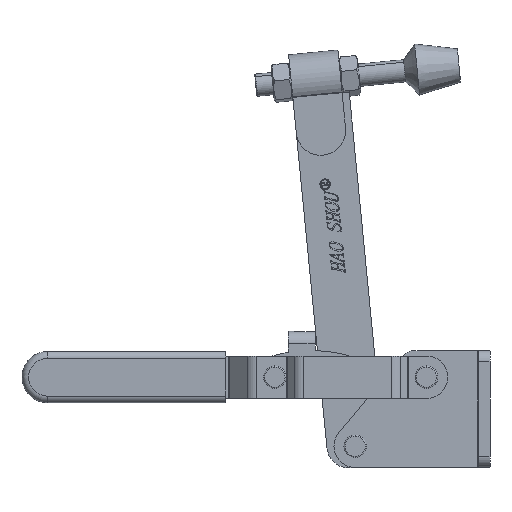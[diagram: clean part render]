
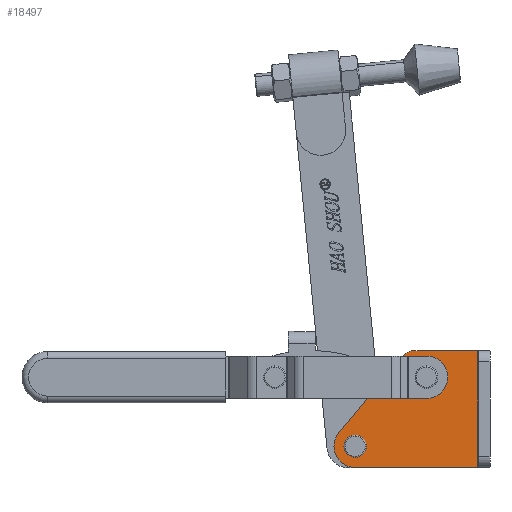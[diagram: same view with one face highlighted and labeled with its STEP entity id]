
A CAD part, left-side view. The second image highlights one B-rep face of the part: STEP entity #18497.
In plain terms, the highlighted planar face has unit normal (-1, 0, 0).
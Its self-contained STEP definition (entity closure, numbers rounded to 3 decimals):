
#3897 = FACE_BOUND ( 'NONE', #23034, .T. ) ;
#3899 = FACE_OUTER_BOUND ( 'NONE', #23026, .T. ) ;
#3903 = FACE_BOUND ( 'NONE', #22987, .T. ) ;
#6415 = CARTESIAN_POINT ( 'NONE',  ( 0., 55.5, 9.5 ) ) ;
#6416 = DIRECTION ( 'NONE',  ( -1., 0., 0. ) ) ;
#6417 = DIRECTION ( 'NONE',  ( 0., 1., 0. ) ) ;
#6543 = CARTESIAN_POINT ( 'NONE',  ( 0., 23.5, 40.5 ) ) ;
#6544 = DIRECTION ( 'NONE',  ( 1., 0., 0. ) ) ;
#6545 = DIRECTION ( 'NONE',  ( 0., 1., 0. ) ) ;
#6591 = CARTESIAN_POINT ( 'NONE',  ( 0., 55.5, 9.5 ) ) ;
#6592 = DIRECTION ( 'NONE',  ( 1., 0., 0. ) ) ;
#6593 = DIRECTION ( 'NONE',  ( 0., 1., 0. ) ) ;
#6739 = CARTESIAN_POINT ( 'NONE',  ( 0., 90., 0. ) ) ;
#6745 = DIRECTION ( 'NONE',  ( 0., -1., 0. ) ) ;
#6749 = CARTESIAN_POINT ( 'NONE',  ( 0., 44.524, 37.36 ) ) ;
#6750 = DIRECTION ( 'NONE',  ( 0., 0.643, -0.766 ) ) ;
#6756 = CARTESIAN_POINT ( 'NONE',  ( 0., 55.5, 9.5 ) ) ;
#6757 = DIRECTION ( 'NONE',  ( -1., 0., 0. ) ) ;
#6758 = DIRECTION ( 'NONE',  ( 0., 1., 0. ) ) ;
#6761 = CARTESIAN_POINT ( 'NONE',  ( 0., 29.572, 47.4 ) ) ;
#6762 = DIRECTION ( 'NONE',  ( -1., 0., 0. ) ) ;
#6763 = DIRECTION ( 'NONE',  ( 0., 1., 0. ) ) ;
#6764 = CARTESIAN_POINT ( 'NONE',  ( 0., 90., 52.4 ) ) ;
#6765 = DIRECTION ( 'NONE',  ( 0., -1., 0. ) ) ;
#6766 = CARTESIAN_POINT ( 'NONE',  ( 0., 0.5, 52.4 ) ) ;
#6767 = DIRECTION ( 'NONE',  ( 0., 0., -1. ) ) ;
#6773 = CARTESIAN_POINT ( 'NONE',  ( 0., 23.5, 40.5 ) ) ;
#6774 = DIRECTION ( 'NONE',  ( 1., 0., 0. ) ) ;
#6775 = DIRECTION ( 'NONE',  ( 0., 1., 0. ) ) ;
#6776 = CARTESIAN_POINT ( 'NONE',  ( 0., 55.5, 9.5 ) ) ;
#6777 = DIRECTION ( 'NONE',  ( 1., 0., 0. ) ) ;
#6778 = DIRECTION ( 'NONE',  ( 0., 1., 0. ) ) ;
#7562 = EDGE_CURVE ( 'NONE', #23160, #23104, #21062, .T. ) ;
#7615 = EDGE_CURVE ( 'NONE', #23165, #23163, #21149, .T. ) ;
#7632 = EDGE_CURVE ( 'NONE', #23155, #23154, #21169, .T. ) ;
#7700 = EDGE_CURVE ( 'NONE', #23104, #23161, #21281, .T. ) ;
#7701 = EDGE_CURVE ( 'NONE', #23140, #23160, #21282, .T. ) ;
#7702 = EDGE_CURVE ( 'NONE', #23095, #23140, #21284, .T. ) ;
#7703 = EDGE_CURVE ( 'NONE', #23119, #23095, #21285, .T. ) ;
#7705 = EDGE_CURVE ( 'NONE', #23119, #23159, #21288, .T. ) ;
#7706 = EDGE_CURVE ( 'NONE', #23159, #23161, #21290, .T. ) ;
#7709 = EDGE_CURVE ( 'NONE', #23163, #23165, #21295, .T. ) ;
#7710 = EDGE_CURVE ( 'NONE', #23154, #23155, #21297, .T. ) ;
#10153 = DIRECTION ( 'NONE',  ( 1., 0., 0. ) ) ;
#10155 = CARTESIAN_POINT ( 'NONE',  ( 0., 90., 52.4 ) ) ;
#10157 = PLANE ( 'NONE',  #17038 ) ;
#10159 = DIRECTION ( 'NONE',  ( 0., 1., 0. ) ) ;
#15811 = CARTESIAN_POINT ( 'NONE',  ( 0., 33.403, 50.614 ) ) ;
#15820 = CARTESIAN_POINT ( 'NONE',  ( 0., 55.5, 0. ) ) ;
#15835 = CARTESIAN_POINT ( 'NONE',  ( 0., 29.572, 52.4 ) ) ;
#15855 = CARTESIAN_POINT ( 'NONE',  ( 0., 62.777, 15.606 ) ) ;
#15868 = CARTESIAN_POINT ( 'NONE',  ( 0., 58.7, 9.5 ) ) ;
#15869 = CARTESIAN_POINT ( 'NONE',  ( 0., 52.3, 9.5 ) ) ;
#15873 = CARTESIAN_POINT ( 'NONE',  ( 0., 0.5, 52.4 ) ) ;
#15874 = CARTESIAN_POINT ( 'NONE',  ( 0., 65., 9.5 ) ) ;
#15875 = CARTESIAN_POINT ( 'NONE',  ( 0., 0.5, 0. ) ) ;
#15877 = CARTESIAN_POINT ( 'NONE',  ( 0., 26.7, 40.5 ) ) ;
#15879 = CARTESIAN_POINT ( 'NONE',  ( 0., 20.3, 40.5 ) ) ;
#17038 = AXIS2_PLACEMENT_3D ( 'NONE', #10155, #10153, #10159 ) ;
#17464 = ORIENTED_EDGE ( 'NONE', *, *, #7710, .T. ) ;
#18497 = ADVANCED_FACE ( 'NONE', ( #3897, #3903, #3899 ), #10157, .F. ) ;
#21062 = CIRCLE ( 'NONE', #22162, 9.5 ) ;
#21149 = CIRCLE ( 'NONE', #22182, 3.2 ) ;
#21169 = CIRCLE ( 'NONE', #22194, 3.2 ) ;
#21281 = LINE ( 'NONE', #6739, #21283 ) ;
#21282 = CIRCLE ( 'NONE', #22220, 9.5 ) ;
#21283 = VECTOR ( 'NONE', #6745, 1000. ) ;
#21284 = LINE ( 'NONE', #6749, #21286 ) ;
#21285 = CIRCLE ( 'NONE', #22221, 5. ) ;
#21286 = VECTOR ( 'NONE', #6750, 1000. ) ;
#21288 = LINE ( 'NONE', #6764, #21291 ) ;
#21290 = LINE ( 'NONE', #6766, #21293 ) ;
#21291 = VECTOR ( 'NONE', #6765, 1000. ) ;
#21293 = VECTOR ( 'NONE', #6767, 1000. ) ;
#21295 = CIRCLE ( 'NONE', #22223, 3.2 ) ;
#21297 = CIRCLE ( 'NONE', #22224, 3.2 ) ;
#22162 = AXIS2_PLACEMENT_3D ( 'NONE', #6415, #6416, #6417 ) ;
#22182 = AXIS2_PLACEMENT_3D ( 'NONE', #6543, #6544, #6545 ) ;
#22194 = AXIS2_PLACEMENT_3D ( 'NONE', #6591, #6592, #6593 ) ;
#22220 = AXIS2_PLACEMENT_3D ( 'NONE', #6756, #6757, #6758 ) ;
#22221 = AXIS2_PLACEMENT_3D ( 'NONE', #6761, #6762, #6763 ) ;
#22223 = AXIS2_PLACEMENT_3D ( 'NONE', #6773, #6774, #6775 ) ;
#22224 = AXIS2_PLACEMENT_3D ( 'NONE', #6776, #6777, #6778 ) ;
#22590 = ORIENTED_EDGE ( 'NONE', *, *, #7632, .T. ) ;
#22597 = ORIENTED_EDGE ( 'NONE', *, *, #7709, .T. ) ;
#22601 = ORIENTED_EDGE ( 'NONE', *, *, #7615, .T. ) ;
#22603 = ORIENTED_EDGE ( 'NONE', *, *, #7706, .F. ) ;
#22608 = ORIENTED_EDGE ( 'NONE', *, *, #7703, .T. ) ;
#22609 = ORIENTED_EDGE ( 'NONE', *, *, #7705, .F. ) ;
#22611 = ORIENTED_EDGE ( 'NONE', *, *, #7701, .T. ) ;
#22612 = ORIENTED_EDGE ( 'NONE', *, *, #7702, .T. ) ;
#22614 = ORIENTED_EDGE ( 'NONE', *, *, #7700, .T. ) ;
#22619 = ORIENTED_EDGE ( 'NONE', *, *, #7562, .T. ) ;
#22987 = EDGE_LOOP ( 'NONE', ( #22597, #22601 ) ) ;
#23026 = EDGE_LOOP ( 'NONE', ( #22603, #22609, #22608, #22612, #22611, #22619, #22614 ) ) ;
#23034 = EDGE_LOOP ( 'NONE', ( #17464, #22590 ) ) ;
#23095 = VERTEX_POINT ( 'NONE', #15811 ) ;
#23104 = VERTEX_POINT ( 'NONE', #15820 ) ;
#23119 = VERTEX_POINT ( 'NONE', #15835 ) ;
#23140 = VERTEX_POINT ( 'NONE', #15855 ) ;
#23154 = VERTEX_POINT ( 'NONE', #15868 ) ;
#23155 = VERTEX_POINT ( 'NONE', #15869 ) ;
#23159 = VERTEX_POINT ( 'NONE', #15873 ) ;
#23160 = VERTEX_POINT ( 'NONE', #15874 ) ;
#23161 = VERTEX_POINT ( 'NONE', #15875 ) ;
#23163 = VERTEX_POINT ( 'NONE', #15877 ) ;
#23165 = VERTEX_POINT ( 'NONE', #15879 ) ;
